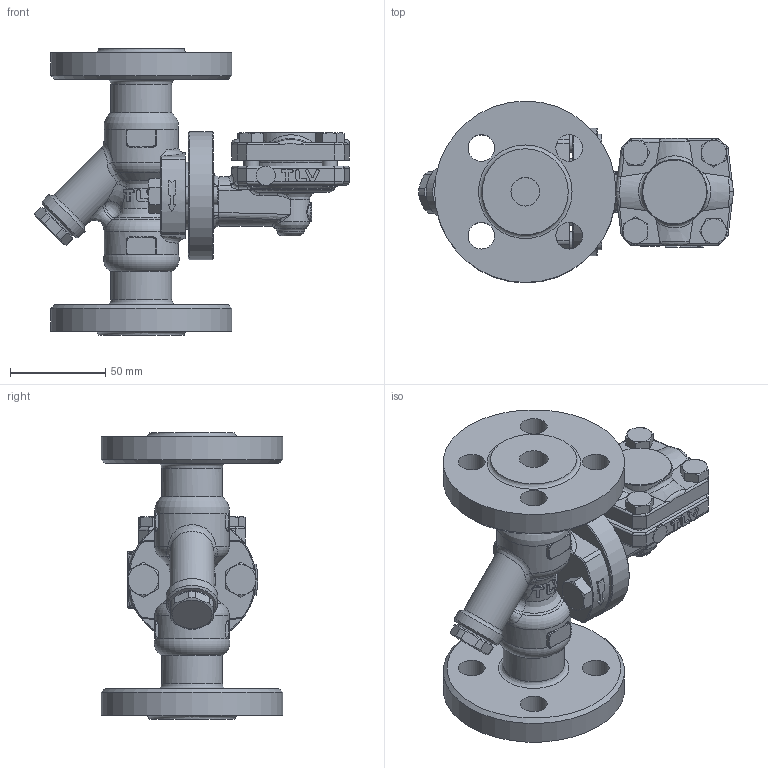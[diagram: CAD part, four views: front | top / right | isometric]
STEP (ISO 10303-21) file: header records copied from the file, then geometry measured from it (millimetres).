
FILE_DESCRIPTION((''),'2;1');
FILE_NAME('fl210-015-e0040-00.stp','2009-11-30T11:43:13',('nakaot'),(''),'Autodesk Inventor 2008','Autodesk Inventor 2008','');
FILE_SCHEMA(('AUTOMOTIVE_DESIGN { 1 0 10303 214 1 1 1 1 }'));
Length unit declared in the file: millimetre
Products named in the file (1): fl210-015-e0040-00
Bounding box: 164.88 x 95 x 150 mm (x, y, z)
Volume: 486949.2 mm3; surface area: 91974.8 mm2
Topology: 2 solids, 2 shells, 590 faces, 1470 edges, 895 vertices
Faces by surface type: bspline 185, plane 184, cylinder 141, cone 51, torus 25, sphere 4
Full cylindrical faces by diameter (mm): 8 x8, 9.5 x2, 10 x2, 10.5 x1, 15 x2, 21 x1, 23 x1, 27 x1, 32 x2, 33 x1, 34 x1, 35 x1, 39 x2, 45.8 x1, 67 x1, 95 x2
Entity records: 33661 total; most frequent: CARTESIAN_POINT 21253, ORIENTED_EDGE 2730, DIRECTION 2238, EDGE_CURVE 1365, AXIS2_PLACEMENT_3D 881, VERTEX_POINT 864, EDGE_LOOP 705, FACE_OUTER_BOUND 590
